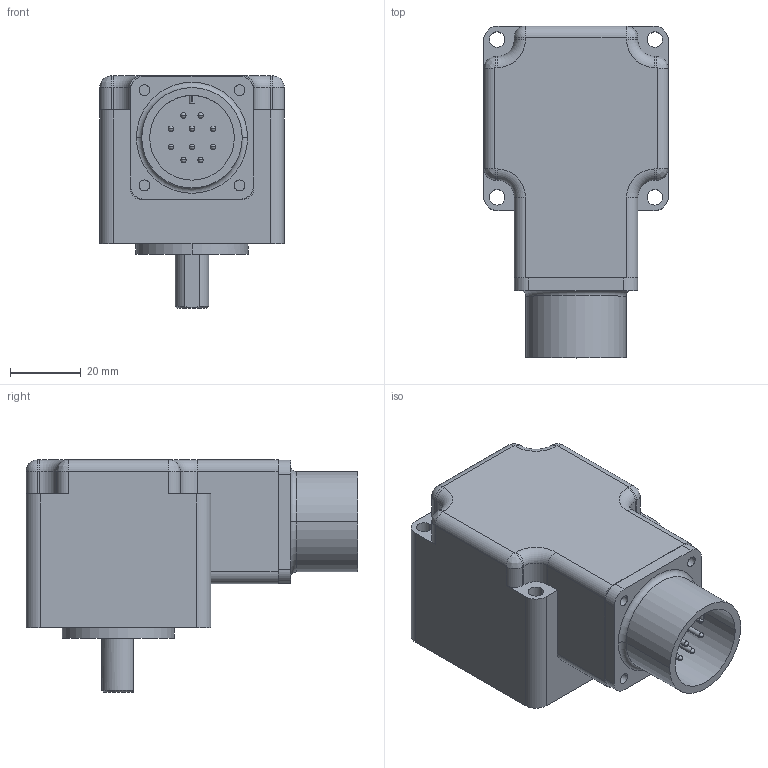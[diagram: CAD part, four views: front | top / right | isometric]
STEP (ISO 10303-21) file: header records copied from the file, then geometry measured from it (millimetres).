
FILE_DESCRIPTION((''),'2;1');
FILE_NAME('HD20-SINGLE2','2011-03-29T',('abhishek.jadhav'),(''),'PRO/ENGINEER BY PARAMETRIC TECHNOLOGY CORPORATION, 2007030','PRO/ENGINEER BY PARAMETRIC TECHNOLOGY CORPORATION, 2007030','');
FILE_SCHEMA(('CONFIG_CONTROL_DESIGN'));
Length unit declared in the file: inch
Products named in the file (1): HD20-SINGLE2
Bounding box: 52.32 x 94.01 x 65.79 mm (x, y, z)
Volume: 158979.1 mm3; surface area: 24341.3 mm2
Topology: 1 solids, 1 shells, 153 faces, 384 edges, 230 vertices
Faces by surface type: cylinder 78, plane 39, sphere 21, torus 6, bspline 5, cone 4
Entity records: 4608 total; most frequent: CARTESIAN_POINT 875, DIRECTION 843, ORIENTED_EDGE 724, EDGE_CURVE 362, AXIS2_PLACEMENT_3D 340, VERTEX_POINT 230, CIRCLE 192, EDGE_LOOP 180
